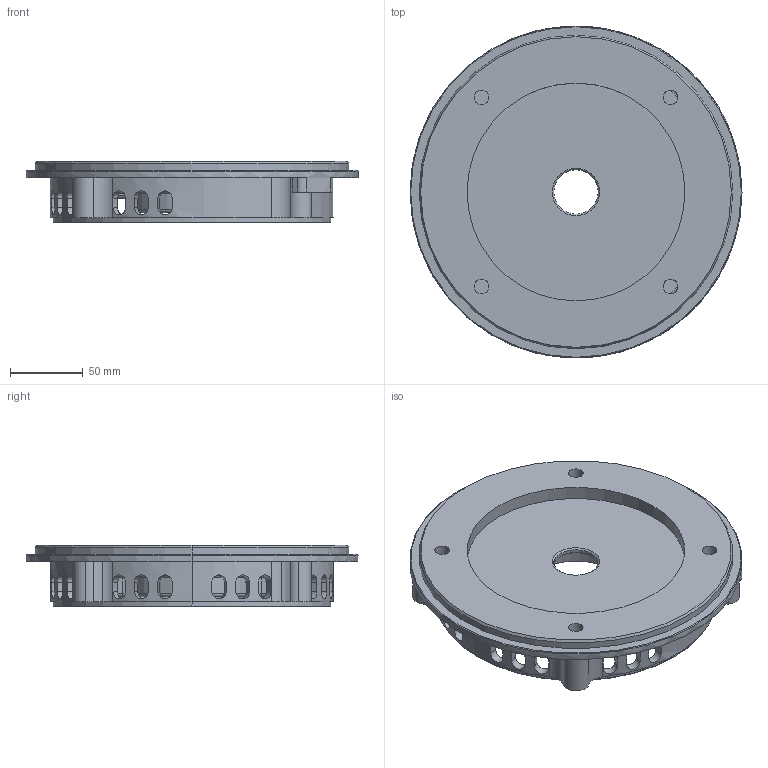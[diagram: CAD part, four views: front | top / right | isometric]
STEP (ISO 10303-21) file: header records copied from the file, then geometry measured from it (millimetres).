
FILE_DESCRIPTION (( 'STEP AP214' ), '1' );
FILE_NAME ('MTADP-CFACE-180.STEP', '2020-07-08T13:40:23', ( '' ), ( '' ), 'SwSTEP 2.0', 'SolidWorks 2017', '' );
FILE_SCHEMA (( 'AUTOMOTIVE_DESIGN' ));
Length unit declared in the file: inch
Products named in the file (1): MTADP-CFACE-180
Bounding box: 228.6 x 228.6 x 42.55 mm (x, y, z)
Volume: 671202.2 mm3; surface area: 140168 mm2
Topology: 1 solids, 1 shells, 448 faces, 1155 edges, 649 vertices
Faces by surface type: bspline 181, cylinder 163, plane 72, cone 32
Entity records: 20455 total; most frequent: CARTESIAN_POINT 10960, ORIENTED_EDGE 2174, DIRECTION 1771, EDGE_CURVE 1087, AXIS2_PLACEMENT_3D 727, VERTEX_POINT 649, EDGE_LOOP 482, CIRCLE 459
